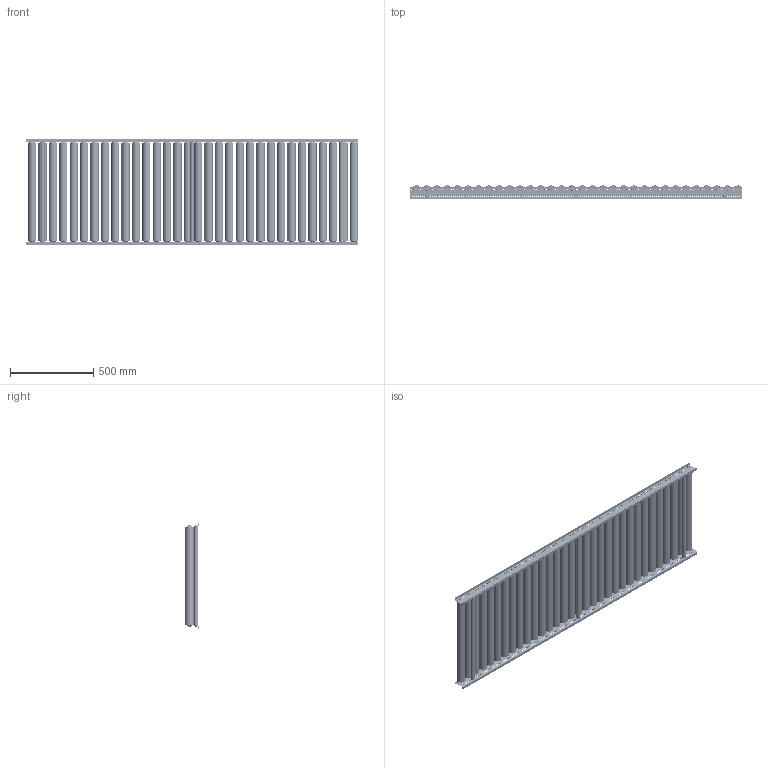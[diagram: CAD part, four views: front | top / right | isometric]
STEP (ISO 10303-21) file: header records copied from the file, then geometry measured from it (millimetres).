
FILE_DESCRIPTION (( 'STEP AP214' ), '1' );
FILE_NAME ('0052218.step', '2022-06-13T11:26:26', ( '' ), ( '' ), 'SwSTEP 2.0', 'SolidWorks 2020', '' );
FILE_SCHEMA (( 'AUTOMOTIVE_DESIGN' ));
Length unit declared in the file: millimetre
Products named in the file (14): 0039780-Achse-ST-Ø12-KFG_IGM8-AL=600-TRG; Tragrollenachse-Ø8_KFG_L=620; 0052218; S100994_Sperrzahnschraube_M08x16-8.8-A2K; TRG-50x1,5-STI-A12-IGM8-EL=KFG_0022780TWG_TRG-50x1,5-STI-A12-IGM8-EL=600; 0026293_Typ-TRG-50x1,5-12; Sicherungsring_DIN471_8x0.8_Circlip DIN 471 - 8 x 0.8; 0039771_Tragrollenrohr-Ø50x1,5STI_KFG_EL600; Druckfeder_1,2x10x30; TRG-50x1,5-STI-A8-FA_KFG_0050888_TRG-50x1,5-STI-A8-FA-EL=600; Profil_LRB-20x70x20x2_KFG_S100202_U-PROFIL-20-70-20-2-LRB-L=2000; 0024178_Passscheibe_DIN988_12x18x1; 0026295_Typ-TRG_50x1,5-8; Traversen_KFG_L600
Assembly tree (62 placements, depth 3):
  0052218
    Profil_LRB-20x70x20x2_KFG_S100202_U-PROFIL-20-70-20-2-LRB-L=2000  x2
    TRG-50x1,5-STI-A12-IGM8-EL=KFG_0022780TWG_TRG-50x1,5-STI-A12-IGM8-EL=600  x3
      0039780-Achse-ST-Ø12-KFG_IGM8-AL=600-TRG
      0026293_Typ-TRG-50x1,5-12
      0039771_Tragrollenrohr-Ø50x1,5STI_KFG_EL600
      0024178_Passscheibe_DIN988_12x18x1
    S100994_Sperrzahnschraube_M08x16-8.8-A2K  x12
    Traversen_KFG_L600  x3
    TRG-50x1,5-STI-A8-FA_KFG_0050888_TRG-50x1,5-STI-A8-FA-EL=600  x29
      0026295_Typ-TRG_50x1,5-8
      Tragrollenachse-Ø8_KFG_L=620
      0039771_Tragrollenrohr-Ø50x1,5STI_KFG_EL600
      Druckfeder_1,2x10x30
      Sicherungsring_DIN471_8x0.8_Circlip DIN 471 - 8 x 0.8
Bounding box: 2000 x 80 x 640 mm (x, y, z)
Volume: 7065643.1 mm3; surface area: 8316428.2 mm2
Topology: 728 solids, 728 shells, 12550 faces, 29166 edges, 17600 vertices
Faces by surface type: cylinder 4480, bspline 3654, plane 2508, cone 1176, torus 396, sphere 336
Entity records: 50608 total; most frequent: CARTESIAN_POINT 13659, DIRECTION 7251, ORIENTED_EDGE 6230, AXIS2_PLACEMENT_3D 3171, EDGE_CURVE 3115, VERTEX_POINT 2030, CIRCLE 1996, EDGE_LOOP 1857
